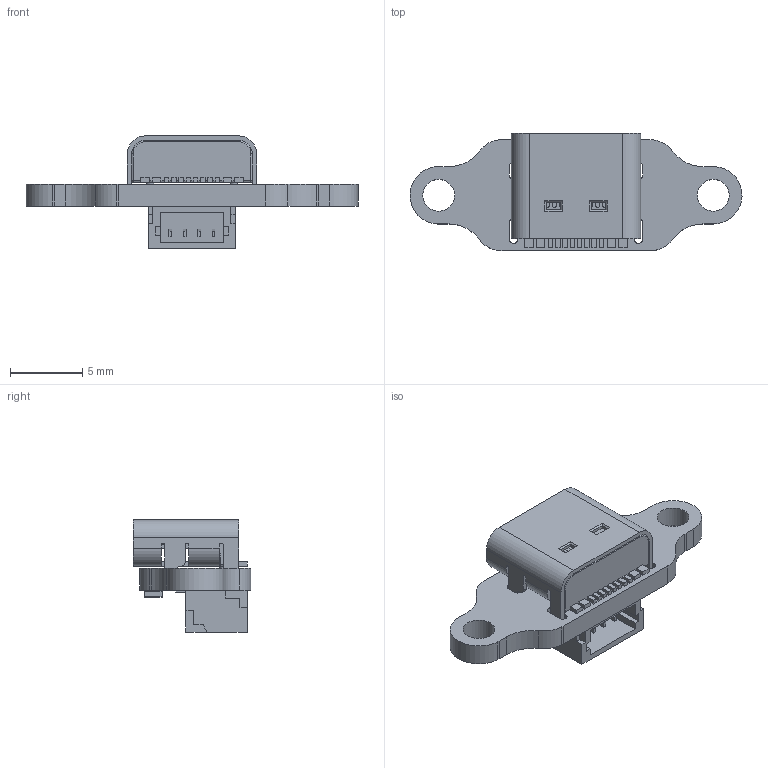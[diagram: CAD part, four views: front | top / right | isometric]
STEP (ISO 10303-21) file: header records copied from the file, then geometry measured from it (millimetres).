
FILE_DESCRIPTION(('KiCad electronic assembly'),'2;1');
FILE_NAME('dtb_toro.step','2024-07-16T12:02:37',('Pcbnew'),('Kicad'), 'Open CASCADE STEP processor 7.8','KiCad to STEP converter','Unknown' );
FILE_SCHEMA(('AUTOMOTIVE_DESIGN { 1 0 10303 214 1 1 1 1 }'));
Length unit declared in the file: millimetre
Products named in the file (5): dtb_toro 1; USB Type C Port (SMD Type); R_0805_2012Metric; SM04B-SRSS-TB; dtb_toro_PCB
Assembly tree (4 placements, depth 2):
  dtb_toro 1
    USB Type C Port (SMD Type)
    R_0805_2012Metric
    SM04B-SRSS-TB
    dtb_toro_PCB
Bounding box: 22.97 x 8.15 x 7.77 mm (x, y, z)
Volume: 352.6 mm3; surface area: 1117.8 mm2
Topology: 27 solids, 27 shells, 556 faces, 1430 edges, 920 vertices
Faces by surface type: plane 399, cylinder 129, torus 12, cone 8, sphere 6, bspline 2
Full cylindrical faces by diameter (mm): 0.65 x2, 2.2 x2
Entity records: 18741 total; most frequent: CARTESIAN_POINT 2963, ORIENTED_EDGE 2844, DIRECTION 2812, EDGE_CURVE 1422, LINE 1138, VECTOR 1138, VERTEX_POINT 920, AXIS2_PLACEMENT_3D 837
